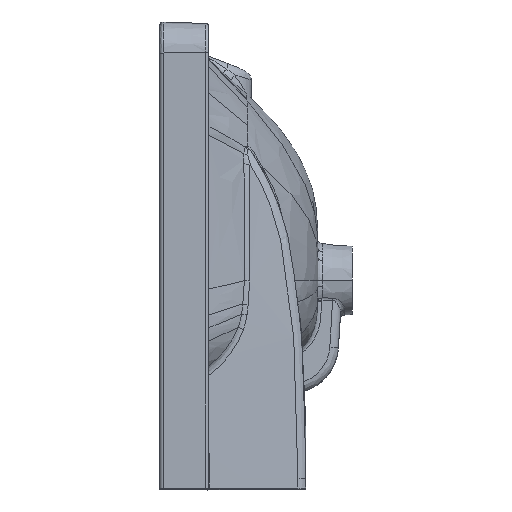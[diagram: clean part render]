
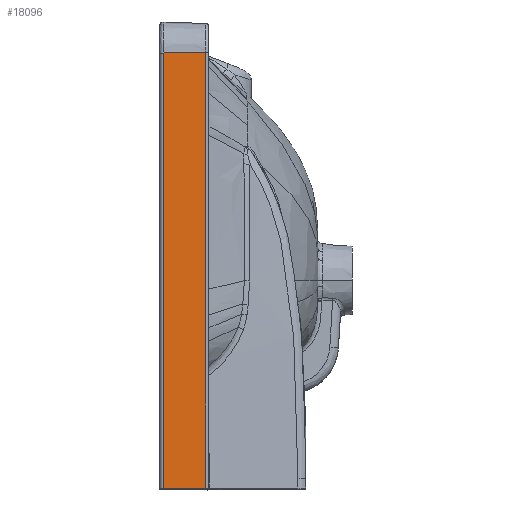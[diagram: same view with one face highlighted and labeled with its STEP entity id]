
A CAD part, left-side view. The second image highlights one B-rep face of the part: STEP entity #18096.
In plain terms, the highlighted planar face has unit normal (-0.999, -0.035, 0).
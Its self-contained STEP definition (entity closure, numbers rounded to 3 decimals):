
#3347=DIRECTION('',(0.035,-0.999,0.));
#3348=VECTOR('',#3347,43.509);
#3349=CARTESIAN_POINT('',(-299.874,-3.622,-213.));
#3350=LINE('',#3349,#3348);
#3351=DIRECTION('',(0.,0.,1.));
#3352=VECTOR('',#3351,446.082);
#3353=CARTESIAN_POINT('',(-299.874,-3.622,-213.));
#3354=LINE('',#3353,#3352);
#3355=DIRECTION('',(0.035,-0.999,0.005));
#3356=VECTOR('',#3355,43.51);
#3357=CARTESIAN_POINT('',(-299.873,-3.622,
233.082));
#3358=LINE('',#3357,#3356);
#3359=DIRECTION('',(0.,0.,-1.));
#3360=VECTOR('',#3359,446.299);
#3361=CARTESIAN_POINT('',(-298.355,-47.105,
233.299));
#3362=LINE('',#3361,#3360);
#5685=CARTESIAN_POINT('',(-298.355,-47.105,
233.299));
#5687=CARTESIAN_POINT('',(-299.873,-3.622,
233.082));
#9485=VERTEX_POINT('',#5685);
#9564=CARTESIAN_POINT('',(-299.874,-3.622,-213.));
#9565=CARTESIAN_POINT('',(-298.355,-47.105,-213.));
#9566=VERTEX_POINT('',#9564);
#9567=VERTEX_POINT('',#9565);
#9892=VERTEX_POINT('',#5687);
#18082=CARTESIAN_POINT('',(-300.,0.,-227.211));
#18083=DIRECTION('',(-0.999,-0.035,0.));
#18084=DIRECTION('',(0.,0.,1.));
#18085=AXIS2_PLACEMENT_3D('',#18082,#18083,#18084);
#18086=PLANE('',#18085);
#18087=ORIENTED_EDGE('',*,*,#18072,.F.);
#18089=ORIENTED_EDGE('',*,*,#18088,.T.);
#18091=ORIENTED_EDGE('',*,*,#18090,.T.);
#18093=ORIENTED_EDGE('',*,*,#18092,.T.);
#18094=EDGE_LOOP('',(#18087,#18089,#18091,#18093));
#18095=FACE_OUTER_BOUND('',#18094,.F.);
#18072=EDGE_CURVE('',#9566,#9567,#3350,.T.);
#18088=EDGE_CURVE('',#9566,#9892,#3354,.T.);
#18090=EDGE_CURVE('',#9892,#9485,#3358,.T.);
#18092=EDGE_CURVE('',#9485,#9567,#3362,.T.);
#18096=ADVANCED_FACE('',(#18095),#18086,.T.);
